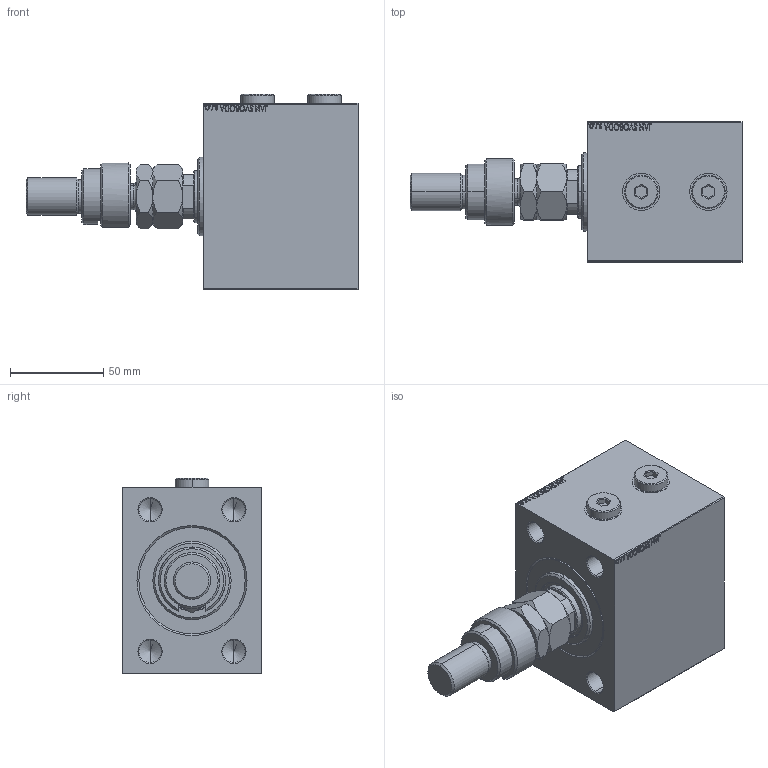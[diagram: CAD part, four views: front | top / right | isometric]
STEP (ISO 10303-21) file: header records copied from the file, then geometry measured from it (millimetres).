
FILE_DESCRIPTION (( 'STEP AP203' ), '1' );
FILE_NAME ('35b2.STEP', '2024-02-12T23:34:45', ( '' ), ( '' ), 'SwSTEP 2.0', 'SolidWorks 2019', '' );
FILE_SCHEMA (( 'CONFIG_CONTROL_DESIGN' ));
Length unit declared in the file: millimetre
Products named in the file (8): 35b2; MFA 2c42801dd8e3670f6fd335757ee5eb65; V450CM_B_VCP 2c42801dd8e3670f6fd335757ee5eb65; Zatka_OIL_PORT 2c42801dd8e3670f6fd335757ee5eb65; V450CM_B_Body 2c42801dd8e3670f6fd335757ee5eb65; FEMALE_PART_FOR_DFA 2c42801dd8e3670f6fd335757ee5eb65; DFA 2c42801dd8e3670f6fd335757ee5eb65; V450CM_VC_B 2c42801dd8e3670f6fd335757ee5eb65
Assembly tree (8 placements, depth 3):
  35b2
    V450CM_B_Body 2c42801dd8e3670f6fd335757ee5eb65
    V450CM_B_VCP 2c42801dd8e3670f6fd335757ee5eb65
    V450CM_VC_B 2c42801dd8e3670f6fd335757ee5eb65
    DFA 2c42801dd8e3670f6fd335757ee5eb65
      FEMALE_PART_FOR_DFA 2c42801dd8e3670f6fd335757ee5eb65
      MFA 2c42801dd8e3670f6fd335757ee5eb65
    Zatka_OIL_PORT 2c42801dd8e3670f6fd335757ee5eb65  x2
Bounding box: 178 x 75 x 104.9 mm (x, y, z)
Volume: 632727.4 mm3; surface area: 98947 mm2
Topology: 7 solids, 7 shells, 1021 faces, 2554 edges, 1653 vertices
Faces by surface type: plane 464, bspline 380, cone 90, cylinder 83, torus 4
Entity records: 48354 total; most frequent: CARTESIAN_POINT 26129, ORIENTED_EDGE 4992, DIRECTION 3174, EDGE_CURVE 2496, VERTEX_POINT 1629, VECTOR 1434, LINE 1434, EDGE_LOOP 1133
